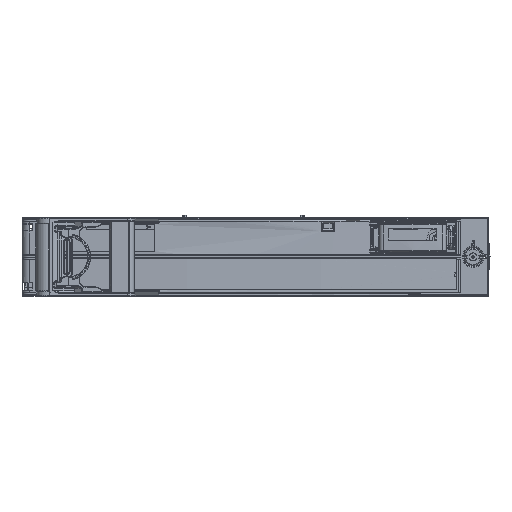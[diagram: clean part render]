
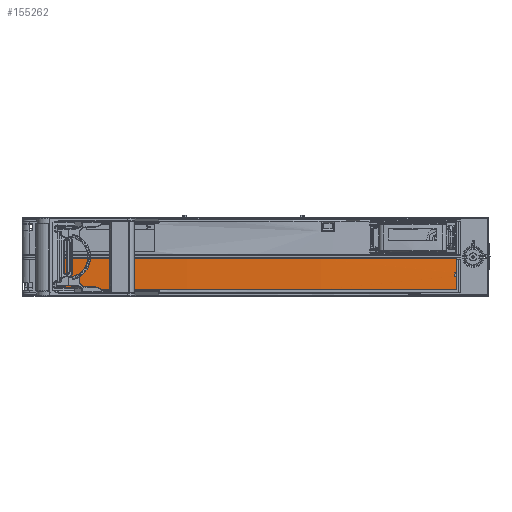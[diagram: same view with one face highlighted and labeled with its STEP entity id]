
A CAD part, top view. The second image highlights one B-rep face of the part: STEP entity #155262.
In plain terms, the highlighted cylindrical face has radius 3856.45 mm (diameter 7712.9 mm), a partial arc.
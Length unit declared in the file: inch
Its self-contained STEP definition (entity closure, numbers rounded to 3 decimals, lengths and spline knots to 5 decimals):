
#155126=DIRECTION('',(0.,1.,0.));
#155127=VECTOR('',#155126,1.48031);
#155128=CARTESIAN_POINT('',(-0.93896,-7.99206,
3.90414));
#155129=LINE('',#155128,#155127);
#155130=CARTESIAN_POINT('',(-0.93896,-6.51175,
3.90414));
#155131=CARTESIAN_POINT('',(-0.93873,-6.50785,
3.90416));
#155132=CARTESIAN_POINT('',(-0.93696,-6.50118,
3.90428));
#155133=CARTESIAN_POINT('',(-0.92961,-6.49391,
3.90477));
#155134=CARTESIAN_POINT('',(-0.92307,-6.49223,
3.9052));
#155135=CARTESIAN_POINT('',(-0.91927,-6.49206,
3.90546));
#155137=CARTESIAN_POINT('',(9.17041,-6.49206,
-147.58767));
#155138=DIRECTION('',(0.,1.,0.));
#155139=DIRECTION('',(-0.066,0.,0.998));
#155140=AXIS2_PLACEMENT_3D('',#155137,#155138,#155139);
#155142=CARTESIAN_POINT('',(19.14941,-6.49206,
3.91279));
#155143=CARTESIAN_POINT('',(19.15328,-6.49228,
3.91253));
#155144=CARTESIAN_POINT('',(19.15991,-6.49404,
3.9121));
#155145=CARTESIAN_POINT('',(19.16714,-6.50139,
3.91162));
#155146=CARTESIAN_POINT('',(19.1689,-6.50794,
3.9115));
#155147=CARTESIAN_POINT('',(19.16912,-6.51175,
3.91149));
#155149=DIRECTION('',(0.,-1.,0.));
#155150=VECTOR('',#155149,0.6524);
#155151=CARTESIAN_POINT('',(19.16912,-6.51175,
3.91149));
#155152=LINE('',#155151,#155150);
#155153=CARTESIAN_POINT('',(9.17041,-7.16415,
-147.58767));
#155154=DIRECTION('',(0.,-1.,0.));
#155155=DIRECTION('',(0.066,0.,0.998));
#155156=AXIS2_PLACEMENT_3D('',#155153,#155154,#155155);
#155158=CARTESIAN_POINT('',(19.11382,-7.16415,
3.91513));
#155159=CARTESIAN_POINT('',(19.10997,-7.16439,
3.91538));
#155160=CARTESIAN_POINT('',(19.10338,-7.16616,
3.91581));
#155161=CARTESIAN_POINT('',(19.09626,-7.17348,
3.91628));
#155162=CARTESIAN_POINT('',(19.09454,-7.17996,
3.91639));
#155163=CARTESIAN_POINT('',(19.09434,-7.18372,
3.9164));
#155165=DIRECTION('',(0.,-1.,0.));
#155166=VECTOR('',#155165,0.14424);
#155167=CARTESIAN_POINT('',(19.09434,-7.18372,
3.9164));
#155168=LINE('',#155167,#155166);
#155169=CARTESIAN_POINT('',(19.09434,-7.32796,
3.9164));
#155170=CARTESIAN_POINT('',(19.09456,-7.33181,
3.91639));
#155171=CARTESIAN_POINT('',(19.09631,-7.3384,
3.91628));
#155172=CARTESIAN_POINT('',(19.10355,-7.34556,
3.9158));
#155173=CARTESIAN_POINT('',(19.10999,-7.34731,
3.91538));
#155174=CARTESIAN_POINT('',(19.11373,-7.34753,
3.91513));
#155176=CARTESIAN_POINT('',(9.17041,-7.34753,
-147.58767));
#155177=DIRECTION('',(0.,1.,0.));
#155178=DIRECTION('',(0.065,0.,0.998));
#155179=AXIS2_PLACEMENT_3D('',#155176,#155177,#155178);
#155181=DIRECTION('',(0.,-1.,0.));
#155182=VECTOR('',#155181,0.64453);
#155183=CARTESIAN_POINT('',(19.16912,-7.34753,
3.91149));
#155184=LINE('',#155183,#155182);
#155185=CARTESIAN_POINT('',(19.16912,-7.99206,
3.91149));
#155186=CARTESIAN_POINT('',(19.1689,-7.99591,
3.9115));
#155187=CARTESIAN_POINT('',(19.16714,-8.00252,
3.91162));
#155188=CARTESIAN_POINT('',(19.15982,-8.00982,
3.9121));
#155189=CARTESIAN_POINT('',(19.15324,-8.01155,
3.91254));
#155190=CARTESIAN_POINT('',(19.14941,-8.01175,
3.91279));
#155192=CARTESIAN_POINT('',(9.17041,-8.01175,
-147.58767));
#155193=DIRECTION('',(0.,-1.,0.));
#155194=DIRECTION('',(0.066,0.,0.998));
#155195=AXIS2_PLACEMENT_3D('',#155192,#155193,#155194);
#155197=CARTESIAN_POINT('',(-0.91927,-8.01175,
3.90546));
#155198=CARTESIAN_POINT('',(-0.92317,-8.01152,
3.9052));
#155199=CARTESIAN_POINT('',(-0.92984,-8.00976,
3.90475));
#155200=CARTESIAN_POINT('',(-0.9371,-8.00241,
3.90427));
#155201=CARTESIAN_POINT('',(-0.93879,-7.99587,
3.90416));
#155202=CARTESIAN_POINT('',(-0.93896,-7.99206,
3.90414));
#155204=CARTESIAN_POINT('',(-0.93896,-7.99206,
3.90414));
#155205=CARTESIAN_POINT('',(-0.93896,-6.51175,
3.90414));
#155206=VERTEX_POINT('',#155204);
#155207=VERTEX_POINT('',#155205);
#155208=VERTEX_POINT('',#155135);
#155209=CARTESIAN_POINT('',(19.14941,-6.49206,
3.91279));
#155210=VERTEX_POINT('',#155209);
#155211=VERTEX_POINT('',#155147);
#155212=CARTESIAN_POINT('',(19.16912,-7.16415,
3.91149));
#155213=VERTEX_POINT('',#155212);
#155214=CARTESIAN_POINT('',(19.11382,-7.16415,
3.91513));
#155215=VERTEX_POINT('',#155214);
#155216=VERTEX_POINT('',#155163);
#155217=CARTESIAN_POINT('',(19.09434,-7.32796,
3.9164));
#155218=VERTEX_POINT('',#155217);
#155219=VERTEX_POINT('',#155174);
#155220=CARTESIAN_POINT('',(19.16912,-7.34753,
3.91149));
#155221=VERTEX_POINT('',#155220);
#155222=CARTESIAN_POINT('',(19.16912,-7.99206,
3.91149));
#155223=VERTEX_POINT('',#155222);
#155224=VERTEX_POINT('',#155190);
#155225=CARTESIAN_POINT('',(-0.91927,-8.01175,
3.90546));
#155226=VERTEX_POINT('',#155225);
#155227=CARTESIAN_POINT('',(9.17041,-8.01175,
-147.58767));
#155228=DIRECTION('',(0.,1.,0.));
#155229=DIRECTION('',(-0.067,0.,0.998));
#155230=AXIS2_PLACEMENT_3D('',#155227,#155228,#155229);
#155231=CYLINDRICAL_SURFACE('',#155230,151.82875);
#155233=ORIENTED_EDGE('',*,*,#155232,.T.);
#155235=ORIENTED_EDGE('',*,*,#155234,.T.);
#155237=ORIENTED_EDGE('',*,*,#155236,.T.);
#155239=ORIENTED_EDGE('',*,*,#155238,.T.);
#155241=ORIENTED_EDGE('',*,*,#155240,.T.);
#155243=ORIENTED_EDGE('',*,*,#155242,.T.);
#155245=ORIENTED_EDGE('',*,*,#155244,.T.);
#155247=ORIENTED_EDGE('',*,*,#155246,.T.);
#155249=ORIENTED_EDGE('',*,*,#155248,.T.);
#155251=ORIENTED_EDGE('',*,*,#155250,.T.);
#155253=ORIENTED_EDGE('',*,*,#155252,.T.);
#155255=ORIENTED_EDGE('',*,*,#155254,.T.);
#155257=ORIENTED_EDGE('',*,*,#155256,.T.);
#155259=ORIENTED_EDGE('',*,*,#155258,.T.);
#155260=EDGE_LOOP('',(#155233,#155235,#155237,#155239,#155241,#155243,#155245,
#155247,#155249,#155251,#155253,#155255,#155257,#155259));
#155261=FACE_OUTER_BOUND('',#155260,.F.);
#155136=B_SPLINE_CURVE_WITH_KNOTS('',3,(#155130,#155131,#155132,#155133,#155134,
#155135),.UNSPECIFIED.,.F.,.F.,(4,1,1,4),(0.,0.33333,
0.66667,1.),.UNSPECIFIED.);
#155141=CIRCLE('',#155140,151.82875);
#155148=B_SPLINE_CURVE_WITH_KNOTS('',3,(#155142,#155143,#155144,#155145,#155146,
#155147),.UNSPECIFIED.,.F.,.F.,(4,1,1,4),(0.,0.33333,
0.66667,1.),.UNSPECIFIED.);
#155157=CIRCLE('',#155156,151.82875);
#155164=B_SPLINE_CURVE_WITH_KNOTS('',3,(#155158,#155159,#155160,#155161,#155162,
#155163),.UNSPECIFIED.,.F.,.F.,(4,1,1,4),(0.,0.33333,
0.66667,1.),.UNSPECIFIED.);
#155175=B_SPLINE_CURVE_WITH_KNOTS('',3,(#155169,#155170,#155171,#155172,#155173,
#155174),.UNSPECIFIED.,.F.,.F.,(4,1,1,4),(0.,0.33333,
0.66667,1.),.UNSPECIFIED.);
#155180=CIRCLE('',#155179,151.82875);
#155191=B_SPLINE_CURVE_WITH_KNOTS('',3,(#155185,#155186,#155187,#155188,#155189,
#155190),.UNSPECIFIED.,.F.,.F.,(4,1,1,4),(0.,0.33333,
0.66667,1.),.UNSPECIFIED.);
#155196=CIRCLE('',#155195,151.82875);
#155203=B_SPLINE_CURVE_WITH_KNOTS('',3,(#155197,#155198,#155199,#155200,#155201,
#155202),.UNSPECIFIED.,.F.,.F.,(4,1,1,4),(0.,0.33333,
0.66667,1.),.UNSPECIFIED.);
#155232=EDGE_CURVE('',#155206,#155207,#155129,.T.);
#155234=EDGE_CURVE('',#155207,#155208,#155136,.T.);
#155236=EDGE_CURVE('',#155208,#155210,#155141,.T.);
#155238=EDGE_CURVE('',#155210,#155211,#155148,.T.);
#155240=EDGE_CURVE('',#155211,#155213,#155152,.T.);
#155242=EDGE_CURVE('',#155213,#155215,#155157,.T.);
#155244=EDGE_CURVE('',#155215,#155216,#155164,.T.);
#155246=EDGE_CURVE('',#155216,#155218,#155168,.T.);
#155248=EDGE_CURVE('',#155218,#155219,#155175,.T.);
#155250=EDGE_CURVE('',#155219,#155221,#155180,.T.);
#155252=EDGE_CURVE('',#155221,#155223,#155184,.T.);
#155254=EDGE_CURVE('',#155223,#155224,#155191,.T.);
#155256=EDGE_CURVE('',#155224,#155226,#155196,.T.);
#155258=EDGE_CURVE('',#155226,#155206,#155203,.T.);
#155262=ADVANCED_FACE('',(#155261),#155231,.T.);
